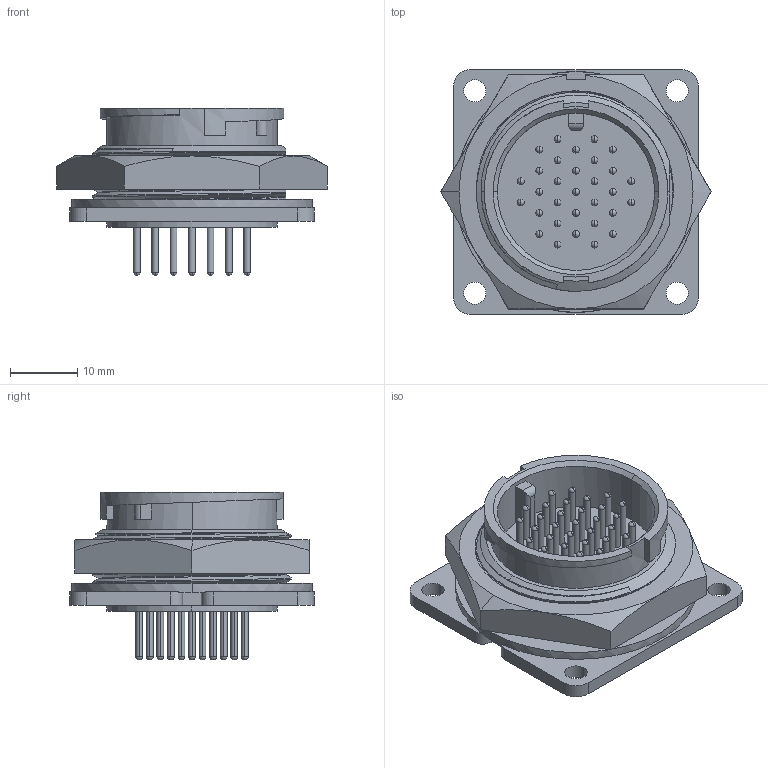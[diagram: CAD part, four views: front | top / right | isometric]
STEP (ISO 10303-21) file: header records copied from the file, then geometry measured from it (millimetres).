
FILE_DESCRIPTION (( 'STEP AP203' ), '1' );
FILE_NAME ('24292-31PG-300.STEP', '2016-07-11T19:50:01', ( '' ), ( '' ), 'SwSTEP 2.0', 'SolidWorks 2014', '' );
FILE_SCHEMA (( 'CONFIG_CONTROL_DESIGN' ));
Products named in the file (1): 24292-31PG-300
Bounding box: 40.33 x 36.53 x 25.04 mm (x, y, z)
Volume: 10769.1 mm3; surface area: 8974.6 mm2
Topology: 2 solids, 2 shells, 716 faces, 2015 edges, 1278 vertices
Faces by surface type: bspline 200, cylinder 199, plane 182, sphere 124, cone 11
Entity records: 38742 total; most frequent: CARTESIAN_POINT 21970, ORIENTED_EDGE 3782, DIRECTION 2991, EDGE_CURVE 1891, VERTEX_POINT 1278, AXIS2_PLACEMENT_3D 1103, EDGE_LOOP 825, LINE 785
